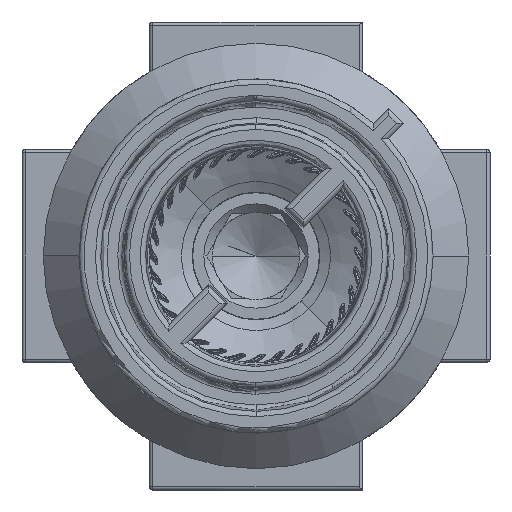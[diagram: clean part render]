
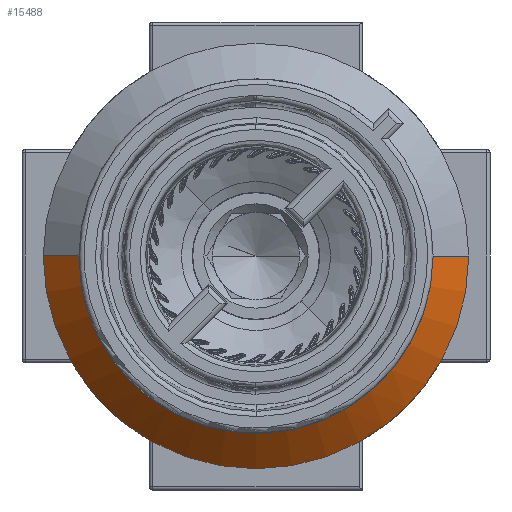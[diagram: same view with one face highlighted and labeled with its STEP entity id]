
A CAD part, front view. The second image highlights one B-rep face of the part: STEP entity #15488.
In plain terms, the highlighted conical face has half-angle 45 degrees and reference radius 18.325 mm.
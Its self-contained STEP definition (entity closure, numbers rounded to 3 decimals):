
#4533=CARTESIAN_POINT('',(0.,3.9,0.));
#4534=DIRECTION('',(0.,-1.,0.));
#4535=DIRECTION('',(0.485,0.,-0.875));
#4536=AXIS2_PLACEMENT_3D('',#4533,#4534,#4535);
#4579=CARTESIAN_POINT('',(0.,3.9,0.));
#4580=DIRECTION('',(0.,-1.,0.));
#4581=DIRECTION('',(-0.485,0.,-0.875));
#4582=AXIS2_PLACEMENT_3D('',#4579,#4580,#4581);
#4584=CARTESIAN_POINT('',(0.,3.9,0.));
#4585=DIRECTION('',(0.,-1.,0.));
#4586=DIRECTION('',(0.,0.,-1.));
#4587=AXIS2_PLACEMENT_3D('',#4584,#4585,#4586);
#5863=CARTESIAN_POINT('',(0.,3.9,0.));
#5864=DIRECTION('',(0.,-1.,0.));
#5865=DIRECTION('',(0.875,0.,-0.485));
#5866=AXIS2_PLACEMENT_3D('',#5863,#5864,#5865);
#5983=CARTESIAN_POINT('',(0.,3.9,0.));
#5984=DIRECTION('',(0.,1.,0.));
#5985=DIRECTION('',(-0.485,0.,-0.875));
#5986=AXIS2_PLACEMENT_3D('',#5983,#5984,#5985);
#5988=DIRECTION('',(0.707,-0.707,0.));
#5989=VECTOR('',#5988,4.738);
#5990=CARTESIAN_POINT('',(-20.,3.9,0.));
#5991=LINE('',#5990,#5989);
#5992=CARTESIAN_POINT('',(0.,0.55,0.));
#5993=DIRECTION('',(0.,-1.,0.));
#5994=DIRECTION('',(-1.,0.,0.));
#5995=AXIS2_PLACEMENT_3D('',#5992,#5993,#5994);
#5997=CARTESIAN_POINT('',(0.,0.55,0.));
#5998=DIRECTION('',(0.,-1.,0.));
#5999=DIRECTION('',(0.,0.,-1.));
#6000=AXIS2_PLACEMENT_3D('',#5997,#5998,#5999);
#6002=DIRECTION('',(0.707,0.707,0.));
#6003=VECTOR('',#6002,4.738);
#6004=CARTESIAN_POINT('',(16.65,0.55,0.));
#6005=LINE('',#6004,#6003);
#6197=CARTESIAN_POINT('',(0.,3.9,0.));
#6198=DIRECTION('',(0.,-1.,0.));
#6199=DIRECTION('',(-1.,0.,0.));
#6200=AXIS2_PLACEMENT_3D('',#6197,#6198,#6199);
#7378=CARTESIAN_POINT('',(16.65,0.55,0.));
#7379=VERTEX_POINT('',#7378);
#7383=CARTESIAN_POINT('',(-16.65,0.55,0.));
#7384=VERTEX_POINT('',#7383);
#7385=CARTESIAN_POINT('',(-20.,3.9,0.));
#7386=VERTEX_POINT('',#7385);
#7409=CARTESIAN_POINT('',(-17.49,3.9,-9.7));
#7410=VERTEX_POINT('',#7409);
#7439=CARTESIAN_POINT('',(-9.7,3.9,
-17.49));
#7440=CARTESIAN_POINT('',(0.,3.9,-20.));
#7441=VERTEX_POINT('',#7439);
#7442=VERTEX_POINT('',#7440);
#7443=CARTESIAN_POINT('',(9.7,3.9,-17.49));
#7444=VERTEX_POINT('',#7443);
#7445=CARTESIAN_POINT('',(17.49,3.9,-9.7));
#7446=VERTEX_POINT('',#7445);
#7447=CARTESIAN_POINT('',(0.,0.55,-16.65));
#7448=VERTEX_POINT('',#7447);
#7449=CARTESIAN_POINT('',(20.,3.9,0.));
#7450=VERTEX_POINT('',#7449);
#15467=CARTESIAN_POINT('',(0.,2.225,0.));
#15468=DIRECTION('',(0.,1.,0.));
#15469=DIRECTION('',(0.,0.,1.));
#15470=AXIS2_PLACEMENT_3D('',#15467,#15468,#15469);
#15471=CONICAL_SURFACE('',#15470,18.325,45.);
#15472=ORIENTED_EDGE('',*,*,#13682,.F.);
#15473=ORIENTED_EDGE('',*,*,#13743,.F.);
#15474=ORIENTED_EDGE('',*,*,#13741,.F.);
#15476=ORIENTED_EDGE('',*,*,#15475,.T.);
#15478=ORIENTED_EDGE('',*,*,#15477,.F.);
#15479=ORIENTED_EDGE('',*,*,#15302,.T.);
#15481=ORIENTED_EDGE('',*,*,#15480,.T.);
#15483=ORIENTED_EDGE('',*,*,#15482,.T.);
#15484=ORIENTED_EDGE('',*,*,#15288,.T.);
#15485=ORIENTED_EDGE('',*,*,#15316,.F.);
#15486=EDGE_LOOP('',(#15472,#15473,#15474,#15476,#15478,#15479,#15481,#15483,
#15484,#15485));
#15487=FACE_OUTER_BOUND('',#15486,.F.);
#4537=CIRCLE('',#4536,20.);
#4583=CIRCLE('',#4582,20.);
#4588=CIRCLE('',#4587,20.);
#5867=CIRCLE('',#5866,20.);
#5987=CIRCLE('',#5986,20.);
#5996=CIRCLE('',#5995,16.65);
#6001=CIRCLE('',#6000,16.65);
#6201=CIRCLE('',#6200,20.);
#13682=EDGE_CURVE('',#7444,#7446,#4537,.T.);
#13741=EDGE_CURVE('',#7441,#7442,#4583,.T.);
#13743=EDGE_CURVE('',#7442,#7444,#4588,.T.);
#15288=EDGE_CURVE('',#7379,#7450,#6005,.T.);
#15302=EDGE_CURVE('',#7386,#7384,#5991,.T.);
#15316=EDGE_CURVE('',#7446,#7450,#5867,.T.);
#15475=EDGE_CURVE('',#7441,#7410,#5987,.T.);
#15477=EDGE_CURVE('',#7386,#7410,#6201,.T.);
#15480=EDGE_CURVE('',#7384,#7448,#5996,.T.);
#15482=EDGE_CURVE('',#7448,#7379,#6001,.T.);
#15488=ADVANCED_FACE('',(#15487),#15471,.T.);
